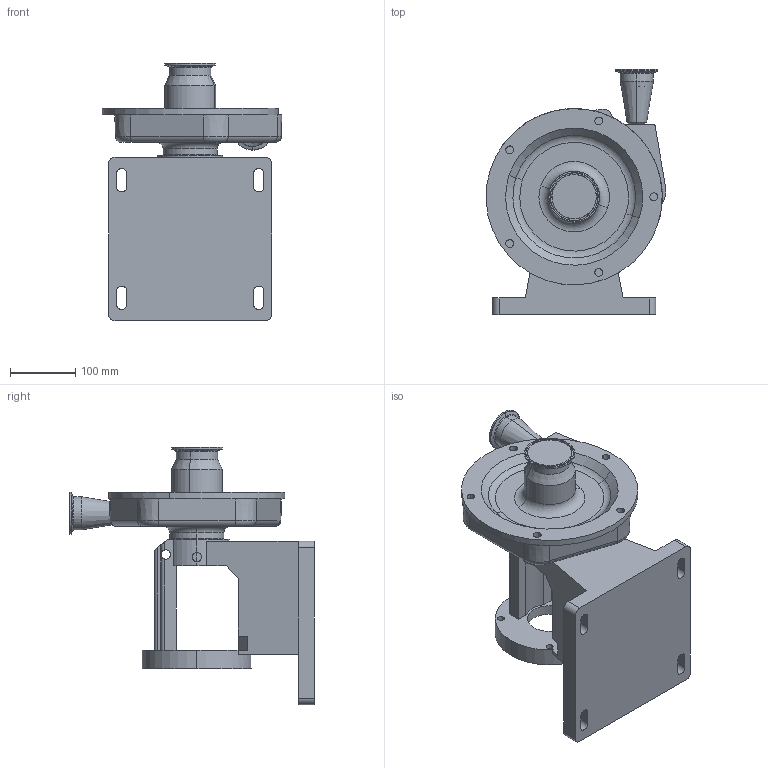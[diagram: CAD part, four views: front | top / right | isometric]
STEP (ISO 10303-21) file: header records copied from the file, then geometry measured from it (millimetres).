
FILE_DESCRIPTION (( 'STEP AP214' ), '1' );
FILE_NAME ('FP 740 140TC VERTICAL.STEP', '2010-02-24T22:00:16', ( ' ' ), ( '' ), 'SwSTEP 2.0', 'SolidWorks 2010', '' );
FILE_SCHEMA (( 'AUTOMOTIVE_DESIGN' ));
Length unit declared in the file: millimetre
Products named in the file (2): FP 740 140TC VERTICAL^1275000108; FP 740 140TC VERTICAL
Assembly tree (1 placements, depth 2):
  FP 740 140TC VERTICAL
    FP 740 140TC VERTICAL^1275000108
Bounding box: 275.45 x 375 x 394 mm (x, y, z)
Volume: 7269052.3 mm3; surface area: 621459.2 mm2
Topology: 1 solids, 2 shells, 258 faces, 671 edges, 422 vertices
Faces by surface type: cylinder 103, plane 84, cone 37, torus 32, bspline 1, sphere 1
Entity records: 8519 total; most frequent: CARTESIAN_POINT 1852, DIRECTION 1492, ORIENTED_EDGE 1342, EDGE_CURVE 671, AXIS2_PLACEMENT_3D 581, VERTEX_POINT 422, VECTOR 330, LINE 330
